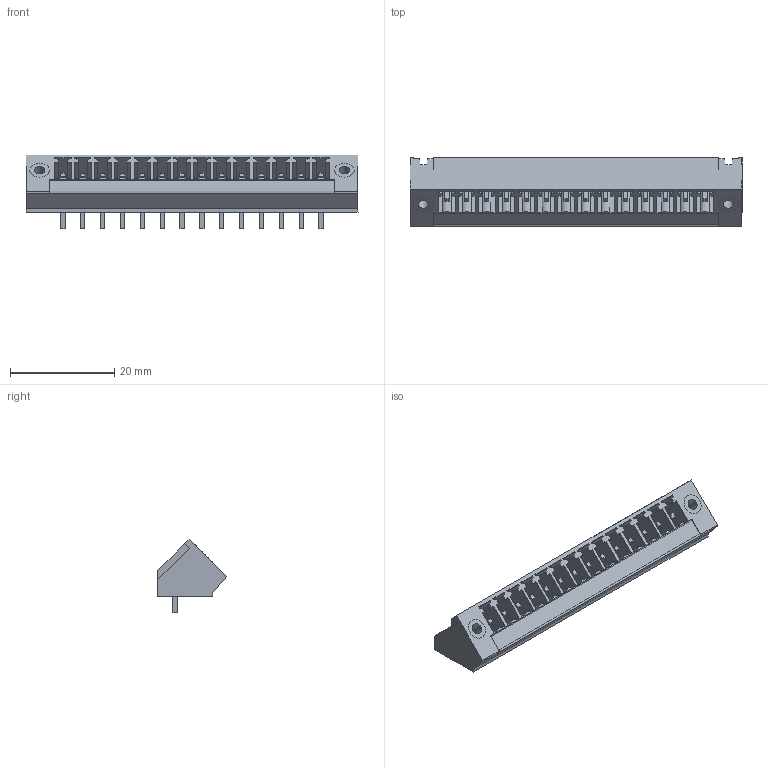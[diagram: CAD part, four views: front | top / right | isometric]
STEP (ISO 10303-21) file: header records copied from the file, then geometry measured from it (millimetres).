
FILE_DESCRIPTION(('CATIA V5 STEP Exchange','CAx-IF Rec.Pracs.--- Model Styling and Organization---1.2---2011-12-15'),'2;1');
FILE_NAME ('D1460949_0', '2018-04-23T09:26:53+00:00', ('none'), ('Weidmueller'), 'CATIA Version 5-6 Release 2014', 'CATIA V5 STEP AP214', 'none');
FILE_SCHEMA(('AUTOMOTIVE_DESIGN { 1 0 10303 214 1 1 1 1 }'));
Length unit declared in the file: millimetre
Products named in the file (1): 1976860000
Bounding box: 63.73 x 13.1 x 14.2 mm (x, y, z)
Volume: 2995.7 mm3; surface area: 7299.5 mm2
Topology: 17 solids, 17 shells, 681 faces, 1923 edges, 1290 vertices
Faces by surface type: plane 613, cylinder 68
Entity records: 21141 total; most frequent: ORIENTED_EDGE 3846, CARTESIAN_POINT 3739, DIRECTION 2820, EDGE_CURVE 1923, VECTOR 1787, LINE 1787, VERTEX_POINT 1290, EDGE_LOOP 735
